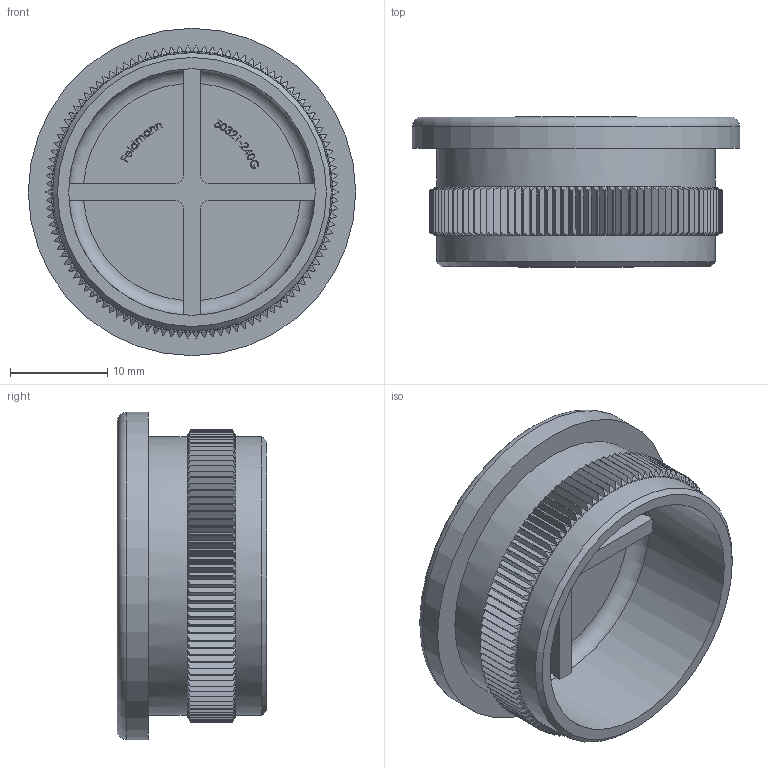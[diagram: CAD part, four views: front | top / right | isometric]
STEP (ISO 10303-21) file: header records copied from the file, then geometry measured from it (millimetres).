
FILE_DESCRIPTION (( 'STEP AP203' ), '1' );
FILE_NAME ('50321-240G.step', '2020-04-23T11:54:58', ( '' ), ( '' ), 'SwSTEP 2.0', 'SolidWorks 2015', '' );
FILE_SCHEMA (( 'CONFIG_CONTROL_DESIGN' ));
Length unit declared in the file: millimetre
Products named in the file (2): 50321-240G
Bounding box: 33.7 x 15.4 x 33.7 mm (x, y, z)
Volume: 4795.5 mm3; surface area: 4751.6 mm2
Topology: 1 solids, 1 shells, 1035 faces, 2578 edges, 1571 vertices
Faces by surface type: plane 582, cone 221, cylinder 118, bspline 109, torus 5
Full cylindrical faces by diameter (mm): 25.4 x1, 28.7 x2, 33.7 x1
Entity records: 37056 total; most frequent: CARTESIAN_POINT 13569, ORIENTED_EDGE 5140, DIRECTION 4447, EDGE_CURVE 2570, AXIS2_PLACEMENT_3D 1615, VERTEX_POINT 1569, LINE 1217, VECTOR 1217
